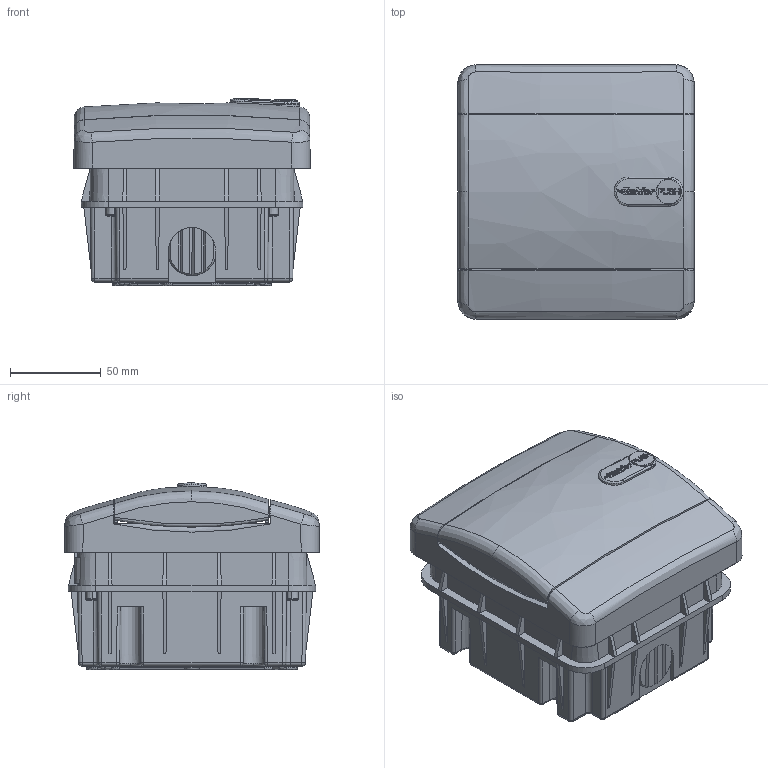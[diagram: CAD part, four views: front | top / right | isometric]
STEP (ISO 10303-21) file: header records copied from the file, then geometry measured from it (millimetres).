
FILE_DESCRIPTION (( 'STEP AP214' ), '1' );
FILE_NAME ('Áîêñ 4ÂV.STEP', '2023-09-12T07:24:03', ( '' ), ( '' ), 'SwSTEP 2.0', 'SolidWorks 2022', '' );
FILE_SCHEMA (( 'AUTOMOTIVE_DESIGN' ));
Length unit declared in the file: millimetre
Products named in the file (18): Дверца 4cp_Непрозрачная черная; Крышка CP 40-04_Под микрик; Cover busbar 4(130217); Винт CP40_без рисок; TKFR.685523.002 Шина нулевая KSN-1-3-6x9-03 БИ; Основание Г-обр. держателя 4 мод_уклоны; Шина нулевая KSN-1-3-6x9-03 без винтов; Дверца в сборе 40-04_Непрозрачная черная; Сборка ДИН-реек; Корпус 4Вcp_уклоны; Перо PUSH_Непрозрачное; DIN-рейка оцинкованная_096-4; Винт М4х8; Крышка 4cp_уклоны; Саморез 3х16; Бокс 4ВV; Микрик_Закрыт; Саморез 3,9-10 тупой
Assembly tree (25 placements, depth 3):
  Бокс 4ВV
    Основание Г-обр. держателя 4 мод_уклоны
    Cover busbar 4(130217)
    TKFR.685523.002 Шина нулевая KSN-1-3-6x9-03 БИ  x2
      Шина нулевая KSN-1-3-6x9-03 без винтов
      Винт М4х8
    Корпус 4Вcp_уклоны
    Саморез 3х16  x2
    Дверца в сборе 40-04_Непрозрачная черная
      Дверца 4cp_Непрозрачная черная
      Перо PUSH_Непрозрачное
    Сборка ДИН-реек
      DIN-рейка оцинкованная_096-4
    Саморез 3,9-10 тупой  x2
    Винт CP40_без рисок  x4
    Крышка CP 40-04_Под микрик
      Крышка 4cp_уклоны
      Микрик_Закрыт
Bounding box: 130 x 140 x 103.05 mm (x, y, z)
Volume: 169439.4 mm3; surface area: 255854.1 mm2
Topology: 23 solids, 24 shells, 5061 faces, 13656 edges, 8729 vertices
Faces by surface type: plane 2646, bspline 822, cylinder 775, cone 555, torus 219, sphere 44
Entity records: 210097 total; most frequent: CARTESIAN_POINT 76738, ORIENTED_EDGE 24218, DIRECTION 17639, EDGE_CURVE 12109, VERTEX_POINT 7770, VECTOR 6667, LINE 6667, AXIS2_PLACEMENT_3D 5486
